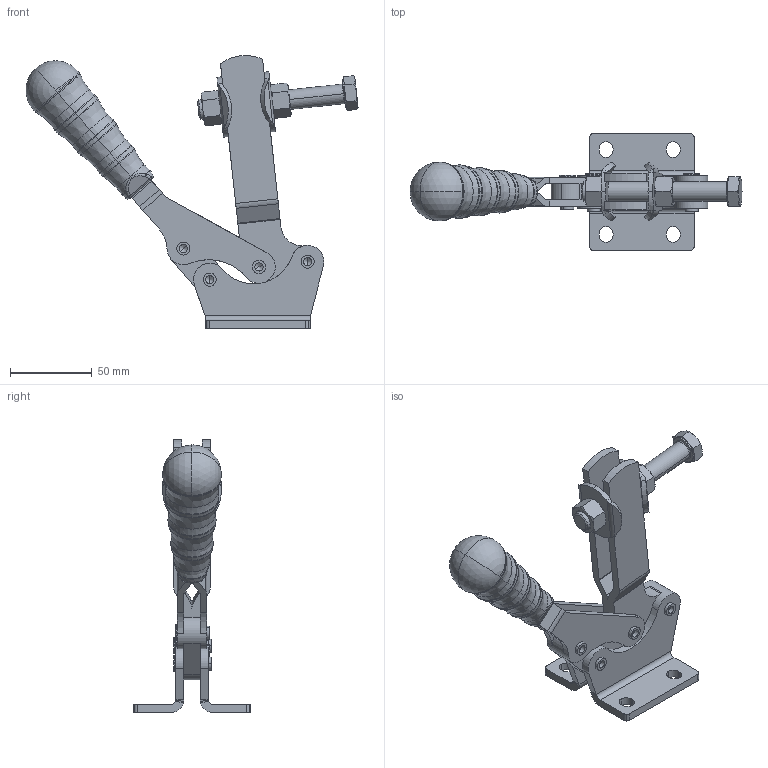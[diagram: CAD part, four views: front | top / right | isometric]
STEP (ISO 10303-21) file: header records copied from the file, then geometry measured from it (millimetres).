
FILE_DESCRIPTION((''),'2;1');
FILE_NAME('126.0-opened.stp','2005-09-27T16:17:50',('Kysilko'),(''),'Autodesk Inventor 8','Autodesk Inventor 8','');
FILE_SCHEMA(('AUTOMOTIVE_DESIGN { 1 0 10303 214 1 1 1 1 }'));
Length unit declared in the file: millimetre
Products named in the file (1): Part28
Bounding box: 203.63 x 71.96 x 167.44 mm (x, y, z)
Volume: 188513.5 mm3; surface area: 68899.2 mm2
Topology: 1 solids, 5 shells, 1027 faces, 2728 edges, 1567 vertices
Faces by surface type: plane 392, cone 364, bspline 146, cylinder 103, sphere 14, torus 8
Entity records: 37275 total; most frequent: CARTESIAN_POINT 13175, ORIENTED_EDGE 5432, DIRECTION 4952, EDGE_CURVE 2716, AXIS2_PLACEMENT_3D 2026, VERTEX_POINT 1567, EDGE_LOOP 1207, CIRCLE 1144
